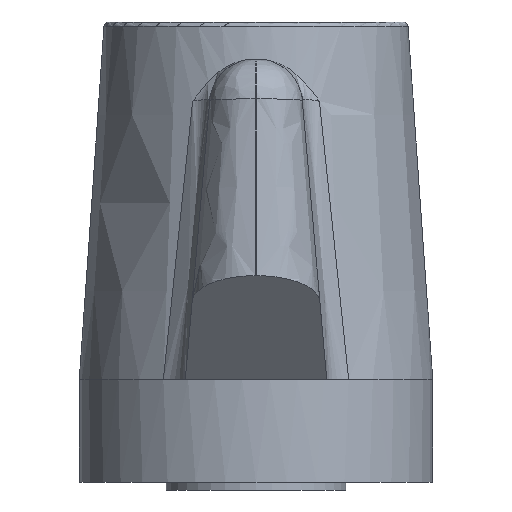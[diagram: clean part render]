
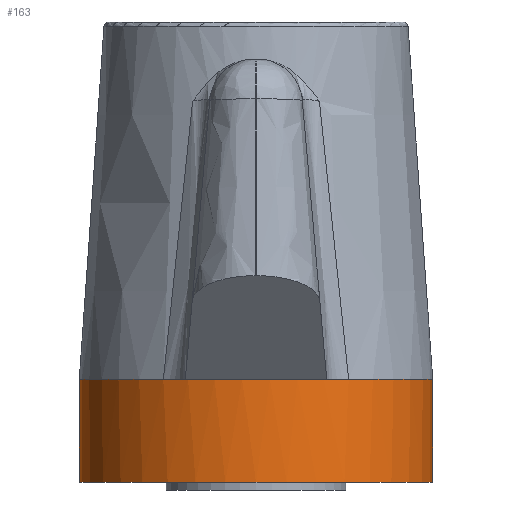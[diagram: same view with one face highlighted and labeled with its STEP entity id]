
A CAD part, front view. The second image highlights one B-rep face of the part: STEP entity #163.
In plain terms, the highlighted cylindrical face has radius 6.875 mm (diameter 13.75 mm), a full revolution.
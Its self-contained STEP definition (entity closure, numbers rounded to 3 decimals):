
#163 = ADVANCED_FACE( '', ( #331, #332 ), #333, .T. );
#331 = FACE_OUTER_BOUND( '', #3203, .T. );
#332 = FACE_OUTER_BOUND( '', #3204, .T. );
#333 = CYLINDRICAL_SURFACE( '', #3205, 6.875 );
#3203 = EDGE_LOOP( '', ( #3534, #3535, #3536, #3537 ) );
#3204 = EDGE_LOOP( '', ( #3538 ) );
#3205 = AXIS2_PLACEMENT_3D( '', #3539, #3540, #3541 );
#3534 = ORIENTED_EDGE( '', *, *, #3583, .F. );
#3535 = ORIENTED_EDGE( '', *, *, #3640, .F. );
#3536 = ORIENTED_EDGE( '', *, *, #3626, .F. );
#3537 = ORIENTED_EDGE( '', *, *, #3643, .F. );
#3538 = ORIENTED_EDGE( '', *, *, #3544, .T. );
#3539 = CARTESIAN_POINT( '', ( 0., 0., 17.902 ) );
#3540 = DIRECTION( '', ( 0., 0., -1. ) );
#3541 = DIRECTION( '', ( 1., 0., 0. ) );
#3544 = EDGE_CURVE( '', #3690, #3690, #3691, .T. );
#3583 = EDGE_CURVE( '', #3756, #3699, #3758, .T. );
#3626 = EDGE_CURVE( '', #3821, #3787, #3823, .T. );
#3640 = EDGE_CURVE( '', #3787, #3756, #3839, .T. );
#3643 = EDGE_CURVE( '', #3699, #3821, #3842, .T. );
#3690 = VERTEX_POINT( '', #3897 );
#3691 = CIRCLE( '', #3898, 6.875 );
#3699 = VERTEX_POINT( '', #3906 );
#3756 = VERTEX_POINT( '', #4220 );
#3758 = CIRCLE( '', #4230, 6.875 );
#3787 = VERTEX_POINT( '', #4275 );
#3821 = VERTEX_POINT( '', #4540 );
#3823 = CIRCLE( '', #4550, 6.875 );
#3839 = CIRCLE( '', #4656, 6.875 );
#3842 = CIRCLE( '', #4663, 6.875 );
#3897 = CARTESIAN_POINT( '', ( 6.875, 0., 0. ) );
#3898 = AXIS2_PLACEMENT_3D( '', #4902, #4903, #4904 );
#3906 = CARTESIAN_POINT( '', ( -3.604, 5.854, 4. ) );
#4220 = CARTESIAN_POINT( '', ( 3.604, 5.854, 4. ) );
#4230 = AXIS2_PLACEMENT_3D( '', #4930, #4931, #4932 );
#4275 = CARTESIAN_POINT( '', ( 3.604, -5.854, 4. ) );
#4540 = CARTESIAN_POINT( '', ( -3.604, -5.854, 4. ) );
#4550 = AXIS2_PLACEMENT_3D( '', #4957, #4958, #4959 );
#4656 = AXIS2_PLACEMENT_3D( '', #4965, #4966, #4967 );
#4663 = AXIS2_PLACEMENT_3D( '', #4971, #4972, #4973 );
#4902 = CARTESIAN_POINT( '', ( 0., 0., 0. ) );
#4903 = DIRECTION( '', ( 0., 0., 1. ) );
#4904 = DIRECTION( '', ( 1., 0., 0. ) );
#4930 = CARTESIAN_POINT( '', ( 0., 0., 4. ) );
#4931 = DIRECTION( '', ( 0., 0., 1. ) );
#4932 = DIRECTION( '', ( 1., 0., 0. ) );
#4957 = CARTESIAN_POINT( '', ( 0., 0., 4. ) );
#4958 = DIRECTION( '', ( 0., 0., 1. ) );
#4959 = DIRECTION( '', ( 1., 0., 0. ) );
#4965 = CARTESIAN_POINT( '', ( 0., 0., 4. ) );
#4966 = DIRECTION( '', ( 0., 0., 1. ) );
#4967 = DIRECTION( '', ( 1., 0., 0. ) );
#4971 = CARTESIAN_POINT( '', ( 0., 0., 4. ) );
#4972 = DIRECTION( '', ( 0., 0., 1. ) );
#4973 = DIRECTION( '', ( 1., 0., 0. ) );
